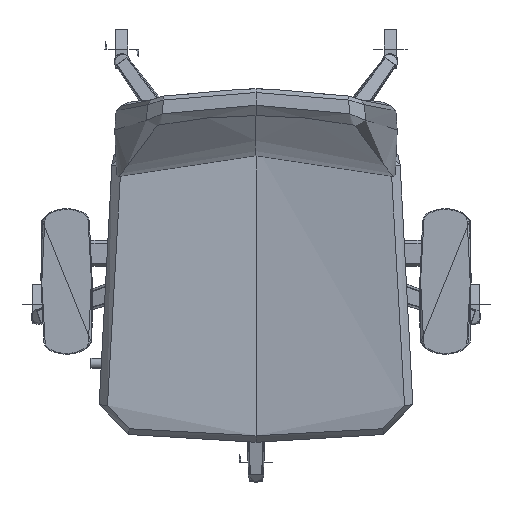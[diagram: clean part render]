
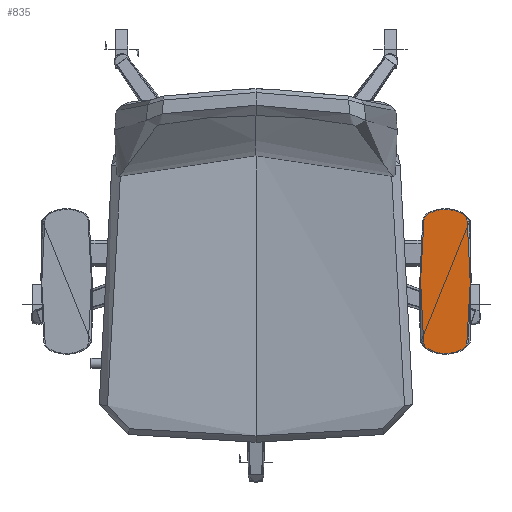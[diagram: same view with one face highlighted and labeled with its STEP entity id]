
A CAD part, top view. The second image highlights one B-rep face of the part: STEP entity #835.
In plain terms, the highlighted planar face has unit normal (0, 0, 1).
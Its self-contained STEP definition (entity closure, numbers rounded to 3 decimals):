
#156=PLANE('',#7436);
#835=ADVANCED_FACE('',(#1307),#156,.T.);
#1307=FACE_OUTER_BOUND('',#1779,.T.);
#1779=EDGE_LOOP('',(#3729,#3730));
#3729=ORIENTED_EDGE('',*,*,#4961,.T.);
#3730=ORIENTED_EDGE('',*,*,#4968,.T.);
#4961=EDGE_CURVE('',#6842,#6846,#5580,.T.);
#4968=EDGE_CURVE('',#6846,#6842,#5587,.T.);
#5580=(
BOUNDED_CURVE()
B_SPLINE_CURVE(3,(#30801,#30802,#30803,#30804,#30805,#30806,#30807,#30808,
#30809,#30810,#30811,#30812,#30813,#30814),.UNSPECIFIED.,.F.,.F.)
B_SPLINE_CURVE_WITH_KNOTS((4,3,1,3,3,4),(0.,14.236,39.997,
65.759,79.994,259.285),.UNSPECIFIED.)
CURVE()
GEOMETRIC_REPRESENTATION_ITEM()
RATIONAL_B_SPLINE_CURVE((1.,1.,1.,1.,1.,1.,1.,1.,1.,1.,1.,1.,
1.,1.))
REPRESENTATION_ITEM('')
);
#5587=(
BOUNDED_CURVE()
B_SPLINE_CURVE(3,(#30867,#30868,#30869,#30870,#30871,#30872,#30873,#30874,
#30875,#30876,#30877,#30878,#30879,#30880),.UNSPECIFIED.,.F.,.F.)
B_SPLINE_CURVE_WITH_KNOTS((4,3,1,3,3,4),(259.285,273.521,
299.282,325.044,339.28,518.57),
 .UNSPECIFIED.)
CURVE()
GEOMETRIC_REPRESENTATION_ITEM()
RATIONAL_B_SPLINE_CURVE((1.,1.,1.,1.,1.,1.,
1.,1.,1.,1.,1.,1.,1.,1.))
REPRESENTATION_ITEM('')
);
#6842=VERTEX_POINT('',#30744);
#6846=VERTEX_POINT('',#30748);
#7436=AXIS2_PLACEMENT_3D('',#30536,#7700,$);
#7700=DIRECTION('',(0.,0.,1.));
#30536=CARTESIAN_POINT('',(327.081,66.945,662.586));
#30744=CARTESIAN_POINT('',(313.618,36.241,662.586));
#30748=CARTESIAN_POINT('',(248.761,-142.755,662.586));
#30801=CARTESIAN_POINT('',(313.618,36.241,662.586));
#30802=CARTESIAN_POINT('',(313.182,40.983,662.586));
#30803=CARTESIAN_POINT('',(310.205,45.387,662.586));
#30804=CARTESIAN_POINT('',(305.968,47.56,662.586));
#30805=CARTESIAN_POINT('',(298.362,51.548,662.586));
#30806=CARTESIAN_POINT('',(281.19,55.74,662.586));
#30807=CARTESIAN_POINT('',(264.018,51.548,662.586));
#30808=CARTESIAN_POINT('',(256.412,47.56,662.586));
#30809=CARTESIAN_POINT('',(252.174,45.387,662.586));
#30810=CARTESIAN_POINT('',(249.197,40.983,662.586));
#30811=CARTESIAN_POINT('',(248.761,36.241,662.586));
#30812=CARTESIAN_POINT('',(242.826,-23.228,662.586));
#30813=CARTESIAN_POINT('',(242.826,-83.286,662.586));
#30814=CARTESIAN_POINT('',(248.761,-142.755,662.586));
#30867=CARTESIAN_POINT('',(248.761,-142.755,662.586));
#30868=CARTESIAN_POINT('',(249.197,-147.497,662.586));
#30869=CARTESIAN_POINT('',(252.174,-151.901,662.586));
#30870=CARTESIAN_POINT('',(256.412,-154.073,662.586));
#30871=CARTESIAN_POINT('',(264.018,-158.062,662.586));
#30872=CARTESIAN_POINT('',(281.19,-162.254,662.586));
#30873=CARTESIAN_POINT('',(298.362,-158.062,662.586));
#30874=CARTESIAN_POINT('',(305.968,-154.073,662.586));
#30875=CARTESIAN_POINT('',(310.205,-151.901,662.586));
#30876=CARTESIAN_POINT('',(313.182,-147.497,662.586));
#30877=CARTESIAN_POINT('',(313.618,-142.755,662.586));
#30878=CARTESIAN_POINT('',(319.553,-83.286,662.586));
#30879=CARTESIAN_POINT('',(319.553,-23.228,662.586));
#30880=CARTESIAN_POINT('',(313.618,36.241,662.586));
